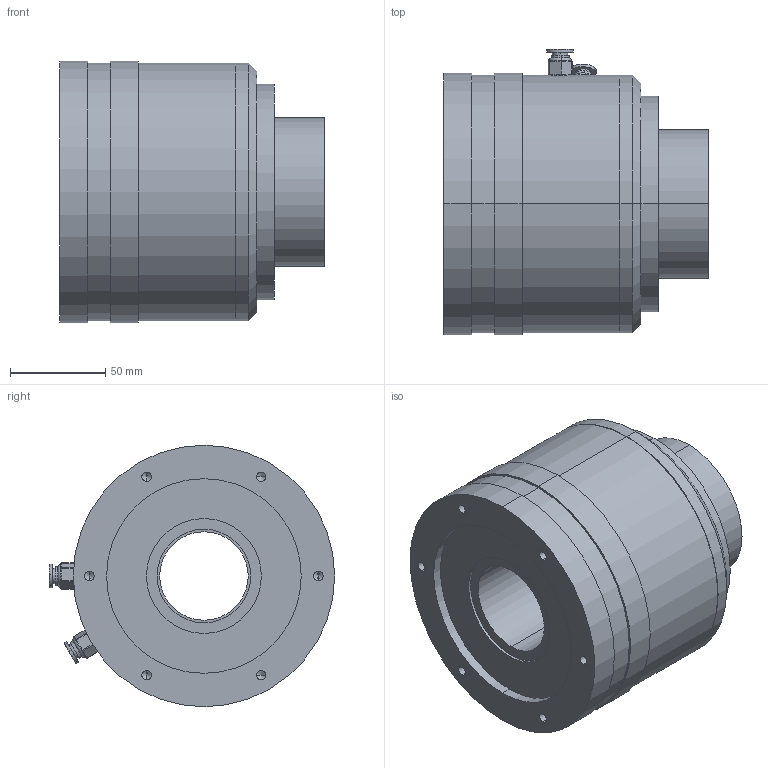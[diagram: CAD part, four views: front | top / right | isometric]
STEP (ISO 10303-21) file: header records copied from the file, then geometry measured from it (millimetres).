
FILE_DESCRIPTION (( 'STEP AP214' ), '1' );
FILE_NAME ('GAL-16C-D.STEP', '2024-10-28T08:42:10', ( '' ), ( '' ), 'SwSTEP 2.0', 'SolidWorks 2023', '' );
FILE_SCHEMA (( 'AUTOMOTIVE_DESIGN' ));
Length unit declared in the file: millimetre
Products named in the file (3): GAL-16C-D; 气嘴  PT 八分之一
Assembly tree (3 placements, depth 2):
  GAL-16C-D
    GAL-16C-D
    气嘴  PT 八分之一  x2
Bounding box: 138.5 x 149.5 x 137 mm (x, y, z)
Volume: 1407659.9 mm3; surface area: 108563.2 mm2
Topology: 3 solids, 3 shells, 476 faces, 1195 edges, 690 vertices
Faces by surface type: plane 196, cylinder 124, bspline 98, sphere 28, cone 22, torus 8
Entity records: 16052 total; most frequent: CARTESIAN_POINT 6406, ORIENTED_EDGE 1744, DIRECTION 1565, EDGE_CURVE 872, VERTEX_POINT 554, AXIS2_PLACEMENT_3D 525, LINE 515, VECTOR 515
